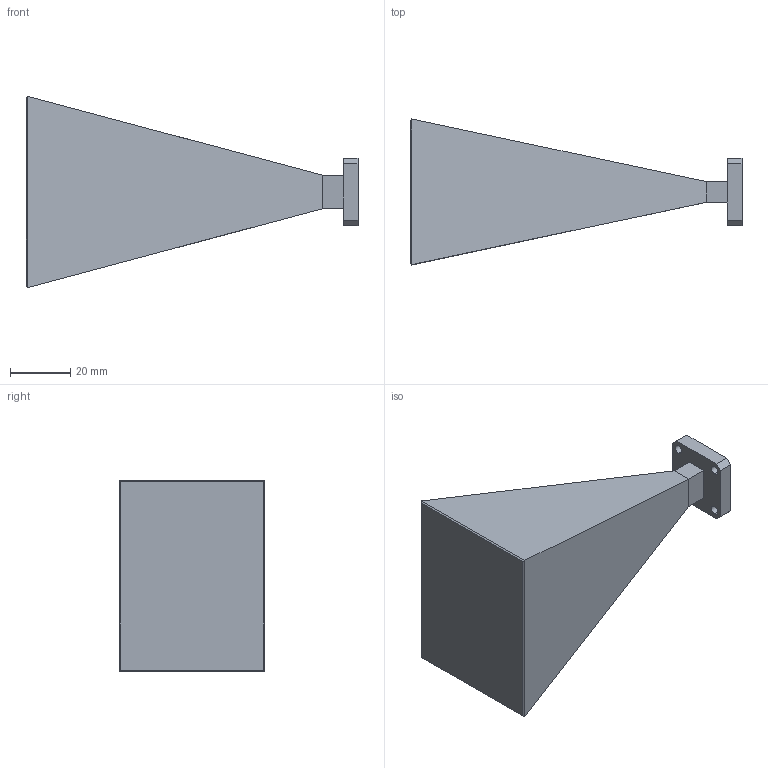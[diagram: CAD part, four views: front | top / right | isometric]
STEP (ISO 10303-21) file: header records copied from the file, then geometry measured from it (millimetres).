
FILE_DESCRIPTION (( 'STEP AP203' ), '1' );
FILE_NAME ('SAR-2013-34-S2.STEP', '2016-10-26T23:13:58', ( '' ), ( '' ), 'SwSTEP 2.0', 'SolidWorks 2013', '' );
FILE_SCHEMA (( 'CONFIG_CONTROL_DESIGN' ));
Length unit declared in the file: inch
Products named in the file (1): SAR-2013-34-S2
Bounding box: 110.49 x 48.52 x 63.71 mm (x, y, z)
Volume: 123973.2 mm3; surface area: 17982 mm2
Topology: 1 solids, 1 shells, 36 faces, 92 edges, 60 vertices
Faces by surface type: plane 28, cylinder 8
Entity records: 1175 total; most frequent: CARTESIAN_POINT 189, ORIENTED_EDGE 184, DIRECTION 182, EDGE_CURVE 92, VECTOR 76, LINE 76, VERTEX_POINT 60, AXIS2_PLACEMENT_3D 53
